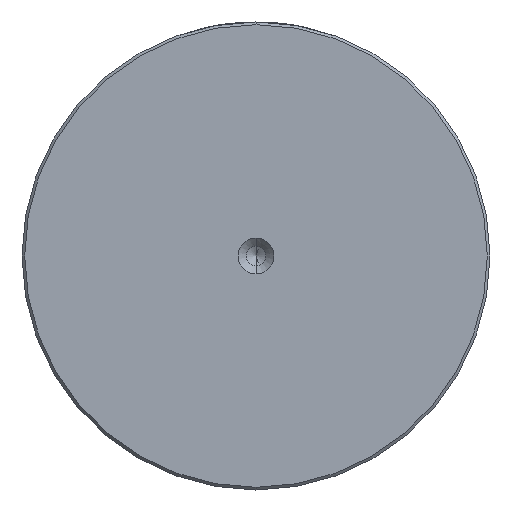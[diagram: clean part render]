
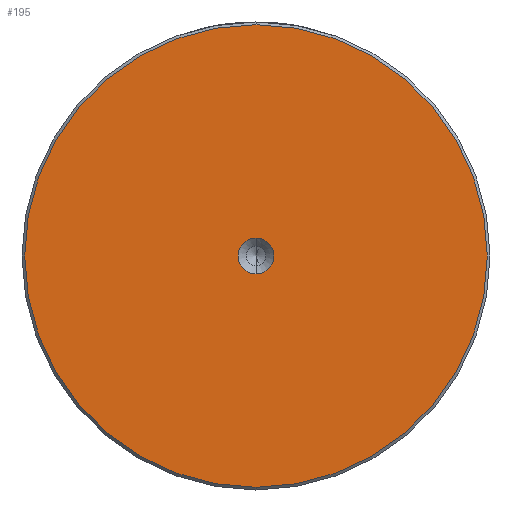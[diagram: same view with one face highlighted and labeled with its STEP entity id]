
A CAD part, left-side view. The second image highlights one B-rep face of the part: STEP entity #195.
In plain terms, the highlighted planar face has unit normal (-1, 0, 0).
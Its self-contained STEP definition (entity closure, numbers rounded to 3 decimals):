
#136 = DIRECTION ( 'NONE',  ( -1., 0., 0. ) ) ;
#195 = ADVANCED_FACE ( 'NONE', ( #2296, #1548 ), #3008, .T. ) ;
#254 = CARTESIAN_POINT ( 'NONE',  ( 0., 0., 0. ) ) ;
#496 = VERTEX_POINT ( 'NONE', #1031 ) ;
#552 = DIRECTION ( 'NONE',  ( 0., 0., 1. ) ) ;
#641 = CIRCLE ( 'NONE', #1577, 3.3 ) ;
#674 = EDGE_LOOP ( 'NONE', ( #3254, #3143 ) ) ;
#818 = AXIS2_PLACEMENT_3D ( 'NONE', #982, #2964, #1262 ) ;
#982 = CARTESIAN_POINT ( 'NONE',  ( 0., 0., 0. ) ) ;
#1031 = CARTESIAN_POINT ( 'NONE',  ( 0., 0., -42.5 ) ) ;
#1145 = EDGE_CURVE ( 'NONE', #1665, #1634, #3639, .T. ) ;
#1176 = VERTEX_POINT ( 'NONE', #2832 ) ;
#1186 = CARTESIAN_POINT ( 'NONE',  ( 0., 0., 0. ) ) ;
#1262 = DIRECTION ( 'NONE',  ( 0., 0., 1. ) ) ;
#1352 = EDGE_CURVE ( 'NONE', #1176, #496, #2355, .T. ) ;
#1483 = DIRECTION ( 'NONE',  ( 0., 0., 1. ) ) ;
#1548 = FACE_BOUND ( 'NONE', #1959, .T. ) ;
#1577 = AXIS2_PLACEMENT_3D ( 'NONE', #254, #2264, #552 ) ;
#1608 = DIRECTION ( 'NONE',  ( 0., 0., 1. ) ) ;
#1634 = VERTEX_POINT ( 'NONE', #2160 ) ;
#1665 = VERTEX_POINT ( 'NONE', #3300 ) ;
#1861 = CARTESIAN_POINT ( 'NONE',  ( 0., 0., 0. ) ) ;
#1959 = EDGE_LOOP ( 'NONE', ( #3431, #2047 ) ) ;
#2047 = ORIENTED_EDGE ( 'NONE', *, *, #1145, .F. ) ;
#2149 = DIRECTION ( 'NONE',  ( 0., 0., 1. ) ) ;
#2160 = CARTESIAN_POINT ( 'NONE',  ( 0., 0., 3.3 ) ) ;
#2264 = DIRECTION ( 'NONE',  ( -1., 0., 0. ) ) ;
#2296 = FACE_OUTER_BOUND ( 'NONE', #674, .T. ) ;
#2355 = CIRCLE ( 'NONE', #2865, 42.5 ) ;
#2380 = CARTESIAN_POINT ( 'NONE',  ( 0., 0., 0. ) ) ;
#2492 = EDGE_CURVE ( 'NONE', #1634, #1665, #641, .T. ) ;
#2688 = CIRCLE ( 'NONE', #818, 42.5 ) ;
#2800 = EDGE_CURVE ( 'NONE', #496, #1176, #2688, .T. ) ;
#2832 = CARTESIAN_POINT ( 'NONE',  ( 0., 0., 42.5 ) ) ;
#2865 = AXIS2_PLACEMENT_3D ( 'NONE', #1861, #136, #2149 ) ;
#2964 = DIRECTION ( 'NONE',  ( -1., 0., 0. ) ) ;
#3008 = PLANE ( 'NONE',  #3672 ) ;
#3143 = ORIENTED_EDGE ( 'NONE', *, *, #1352, .T. ) ;
#3177 = DIRECTION ( 'NONE',  ( -1., 0., 0. ) ) ;
#3190 = DIRECTION ( 'NONE',  ( -1., 0., 0. ) ) ;
#3254 = ORIENTED_EDGE ( 'NONE', *, *, #2800, .T. ) ;
#3300 = CARTESIAN_POINT ( 'NONE',  ( 0., 0., -3.3 ) ) ;
#3431 = ORIENTED_EDGE ( 'NONE', *, *, #2492, .F. ) ;
#3639 = CIRCLE ( 'NONE', #3644, 3.3 ) ;
#3644 = AXIS2_PLACEMENT_3D ( 'NONE', #1186, #3177, #1483 ) ;
#3672 = AXIS2_PLACEMENT_3D ( 'NONE', #2380, #3190, #1608 ) ;
